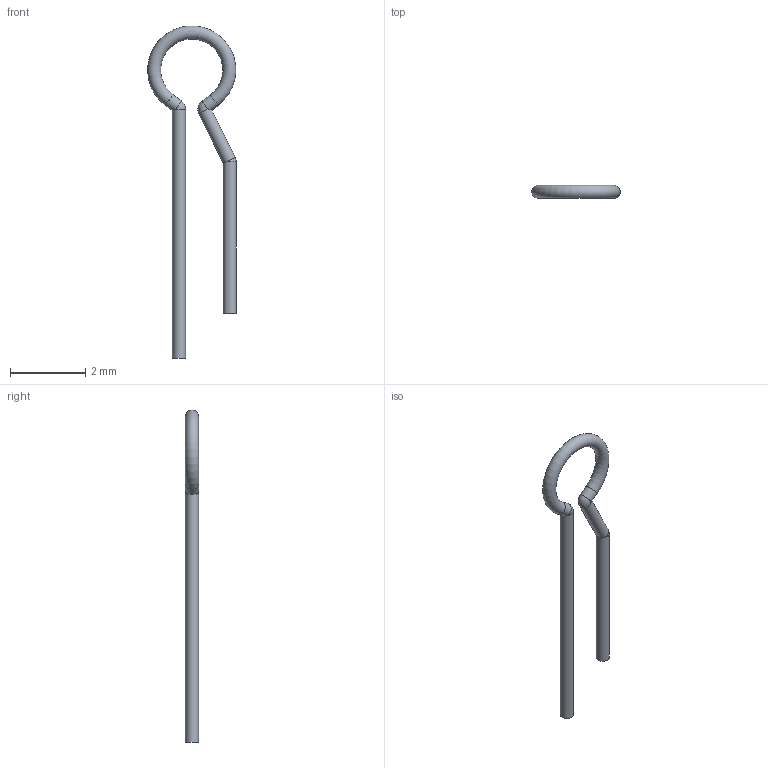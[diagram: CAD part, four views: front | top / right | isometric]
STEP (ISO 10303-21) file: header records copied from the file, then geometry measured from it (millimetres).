
FILE_DESCRIPTION(('FreeCAD Model'),'2;1');
FILE_NAME('SpringPin.step', '2018-10-05T16:41:58',('Author'),(''), 'Open CASCADE STEP processor 7.2','FreeCAD','Unknown');
FILE_SCHEMA(('AUTOMOTIVE_DESIGN { 1 0 10303 214 1 1 1 1 }'));
Length unit declared in the file: millimetre
Products named in the file (1): SubtractivePipe
Bounding box: 2.36 x 0.35 x 8.84 mm (x, y, z)
Volume: 1.7 mm3; surface area: 20 mm2
Topology: 1 solids, 1 shells, 11 faces, 19 edges, 10 vertices
Faces by surface type: cylinder 5, revolution 3, plane 2, torus 1
Full cylindrical faces by diameter (mm): 0.35 x5
Entity records: 526 total; most frequent: CARTESIAN_POINT 99, DIRECTION 81, ORIENTED_EDGE 38, PCURVE 38, DEFINITIONAL_REPRESENTATION 38, AXIS2_PLACEMENT_3D 26, LINE 24, VECTOR 24
